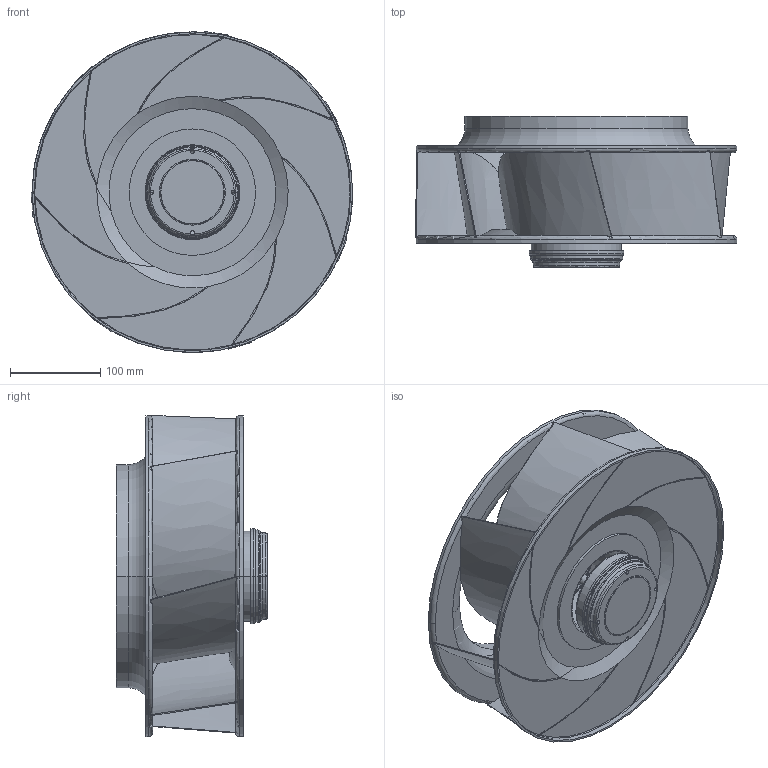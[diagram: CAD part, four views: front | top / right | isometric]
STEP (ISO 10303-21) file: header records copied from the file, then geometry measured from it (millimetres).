
FILE_DESCRIPTION((''),'2;1');
FILE_NAME('DC355_ASM_ASM_ASM','2019-04-20T',('Administrator'),(''),'PRO/ENGINEER BY PARAMETRIC TECHNOLOGY CORPORATION, 2009440','PRO/ENGINEER BY PARAMETRIC TECHNOLOGY CORPORATION, 2009440','');
FILE_SCHEMA(('CONFIG_CONTROL_DESIGN'));
Length unit declared in the file: millimetre
Products named in the file (6): 355_5; 102TIEKE_1; DC355-DIZUO_1; ASM0001_ASM_1_ASM_ASM; ASM0001_ASM; DC355_ASM_ASM_ASM
Assembly tree (5 placements, depth 4):
  DC355_ASM_ASM_ASM
    ASM0001_ASM
      ASM0001_ASM_1_ASM_ASM
        355_5
        102TIEKE_1
        DC355-DIZUO_1
Bounding box: 355.93 x 167.39 x 355.47 mm (x, y, z)
Volume: 716871.7 mm3; surface area: 719691.7 mm2
Topology: 3 solids, 3 shells, 277 faces, 769 edges, 496 vertices
Faces by surface type: plane 68, cylinder 67, torus 52, bspline 49, cone 31, revolution 10
Entity records: 12615 total; most frequent: CARTESIAN_POINT 5696, ORIENTED_EDGE 1538, DIRECTION 1319, EDGE_CURVE 769, AXIS2_PLACEMENT_3D 591, VERTEX_POINT 496, CIRCLE 358, EDGE_LOOP 309
